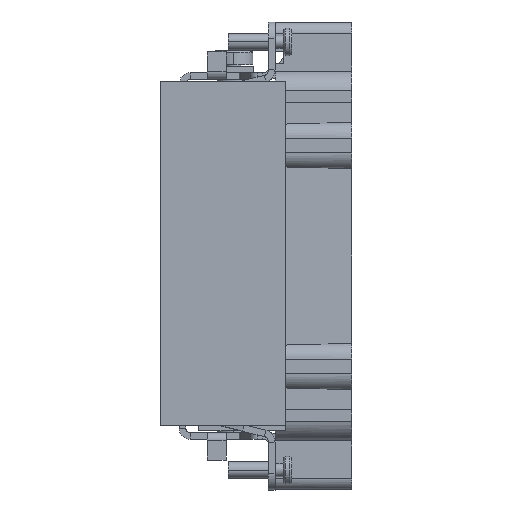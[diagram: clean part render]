
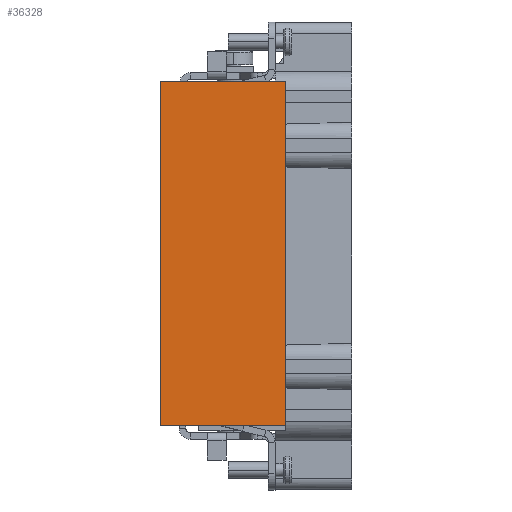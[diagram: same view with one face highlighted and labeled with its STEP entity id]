
A CAD part, left-side view. The second image highlights one B-rep face of the part: STEP entity #36328.
In plain terms, the highlighted planar face has unit normal (-1, 0, 0).
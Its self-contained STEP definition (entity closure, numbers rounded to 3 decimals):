
#17=DIRECTION('',(0.,0.,1.));
#18=VECTOR('',#17,62.3);
#19=CARTESIAN_POINT('',(-17.,22.7,-13.9));
#20=LINE('',#19,#18);
#3077=DIRECTION('',(0.,-1.,0.));
#3078=VECTOR('',#3077,22.7);
#3079=CARTESIAN_POINT('',(-17.,22.7,48.4));
#3080=LINE('',#3079,#3078);
#3081=DIRECTION('',(0.,1.,0.));
#3082=VECTOR('',#3081,22.7);
#3083=CARTESIAN_POINT('',(-17.,0.,-13.9));
#3084=LINE('',#3083,#3082);
#3251=DIRECTION('',(0.,0.,-1.));
#3252=VECTOR('',#3251,62.3);
#3253=CARTESIAN_POINT('',(-17.,0.,48.4));
#3254=LINE('',#3253,#3252);
#27406=CARTESIAN_POINT('',(-17.,22.7,-13.9));
#27407=CARTESIAN_POINT('',(-17.,22.7,48.4));
#27408=VERTEX_POINT('',#27406);
#27409=VERTEX_POINT('',#27407);
#27446=CARTESIAN_POINT('',(-17.,0.,48.4));
#27447=CARTESIAN_POINT('',(-17.,0.,-13.9));
#27448=VERTEX_POINT('',#27446);
#27449=VERTEX_POINT('',#27447);
#36315=CARTESIAN_POINT('',(-17.,0.,-14.9));
#36316=DIRECTION('',(-1.,0.,0.));
#36317=DIRECTION('',(0.,0.,1.));
#36318=AXIS2_PLACEMENT_3D('',#36315,#36316,#36317);
#36319=PLANE('',#36318);
#36321=ORIENTED_EDGE('',*,*,#36320,.T.);
#36323=ORIENTED_EDGE('',*,*,#36322,.T.);
#36324=ORIENTED_EDGE('',*,*,#36229,.T.);
#36325=ORIENTED_EDGE('',*,*,#34578,.T.);
#36326=EDGE_LOOP('',(#36321,#36323,#36324,#36325));
#36327=FACE_OUTER_BOUND('',#36326,.F.);
#36328=ADVANCED_FACE('',(#36327),#36319,.T.);
#34578=EDGE_CURVE('',#27408,#27409,#20,.T.);
#36229=EDGE_CURVE('',#27449,#27408,#3084,.T.);
#36320=EDGE_CURVE('',#27409,#27448,#3080,.T.);
#36322=EDGE_CURVE('',#27448,#27449,#3254,.T.);
